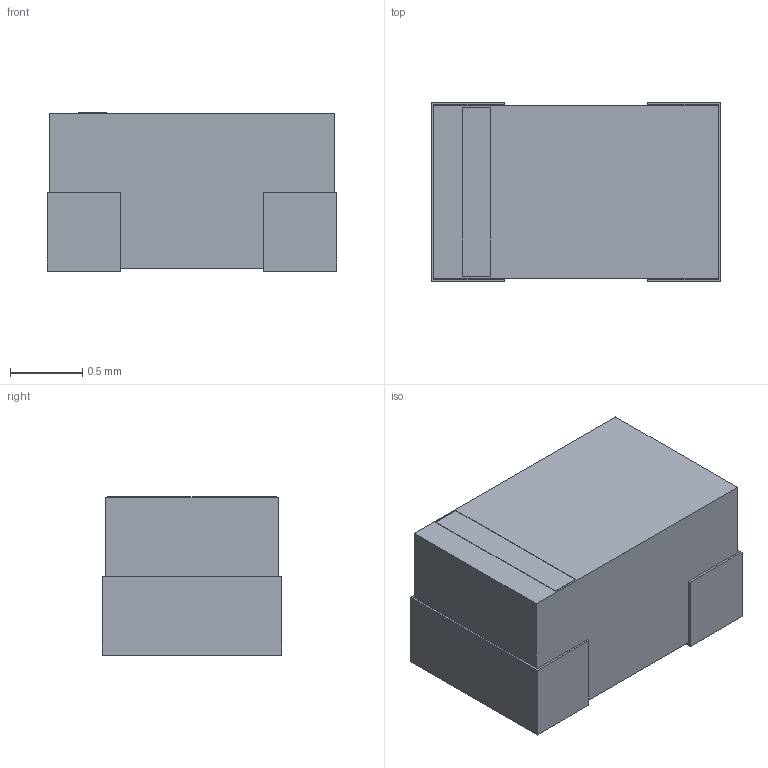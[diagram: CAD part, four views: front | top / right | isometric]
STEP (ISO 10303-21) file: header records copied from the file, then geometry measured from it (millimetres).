
FILE_DESCRIPTION(('STEP AP214'),'1');
FILE_NAME('LED_LTST-C170KRKT_LTO','2024-07-16T02:09:23',(''),(''),'','','');
FILE_SCHEMA(('AUTOMOTIVE_DESIGN'));
Length unit declared in the file: millimetre
Products named in the file (1): product
Bounding box: 2.01 x 1.24 x 1.09 mm (x, y, z)
Volume: 2.6 mm3; surface area: 19.4 mm2
Topology: 4 solids, 4 shells, 32 faces, 72 edges, 48 vertices
Faces by surface type: plane 32
Entity records: 998 total; most frequent: ORIENTED_EDGE 144, DIRECTION 138, CARTESIAN_POINT 81, EDGE_CURVE 72, LINE 72, VECTOR 72, VERTEX_POINT 48, AXIS2_PLACEMENT_3D 33
